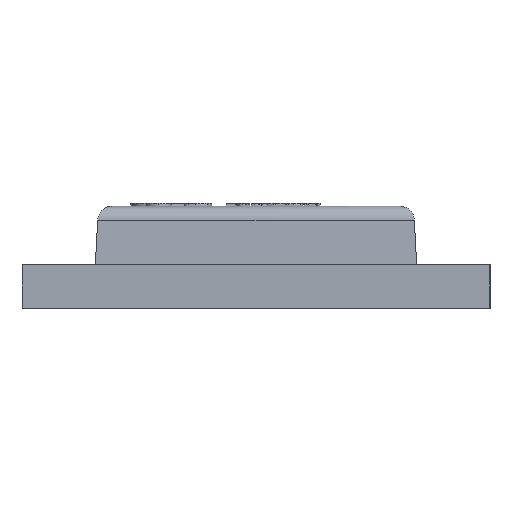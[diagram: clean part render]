
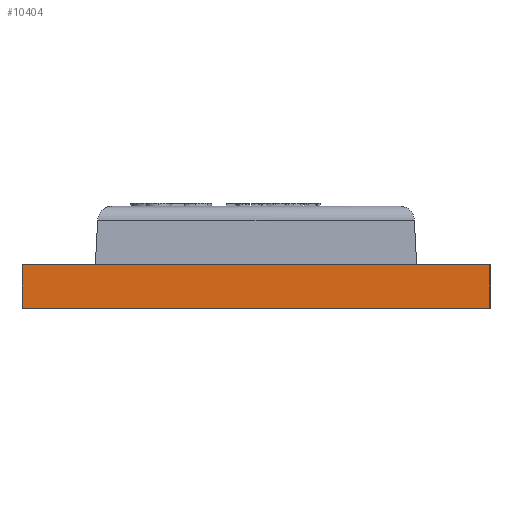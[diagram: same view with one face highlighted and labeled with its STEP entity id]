
A CAD part, front view. The second image highlights one B-rep face of the part: STEP entity #10404.
In plain terms, the highlighted planar face has unit normal (0, -1, 0).
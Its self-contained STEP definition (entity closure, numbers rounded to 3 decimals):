
#508 = ORIENTED_EDGE ( 'NONE', *, *, #13021, .F. ) ;
#958 = CARTESIAN_POINT ( 'NONE',  ( -0.55, -0.8, 0.15 ) ) ;
#1202 = CARTESIAN_POINT ( 'NONE',  ( 0.8, -0.8, 0. ) ) ;
#1797 = AXIS2_PLACEMENT_3D ( 'NONE', #6004, #15909, #14618 ) ;
#1883 = VECTOR ( 'NONE', #15393, 1000. ) ;
#1989 = ORIENTED_EDGE ( 'NONE', *, *, #4561, .T. ) ;
#2334 = CARTESIAN_POINT ( 'NONE',  ( -0.8, -0.8, 0. ) ) ;
#2419 = VERTEX_POINT ( 'NONE', #8067 ) ;
#2503 = LINE ( 'NONE', #2334, #4388 ) ;
#2526 = EDGE_CURVE ( 'NONE', #7362, #15304, #6037, .T. ) ;
#2923 = ORIENTED_EDGE ( 'NONE', *, *, #2526, .F. ) ;
#3354 = VECTOR ( 'NONE', #4943, 1000. ) ;
#3879 = EDGE_LOOP ( 'NONE', ( #1989, #2923, #5206, #508, #15227, #9237 ) ) ;
#4388 = VECTOR ( 'NONE', #9739, 1000. ) ;
#4561 = EDGE_CURVE ( 'NONE', #9354, #15304, #2503, .T. ) ;
#4618 = EDGE_CURVE ( 'NONE', #2419, #9354, #7104, .T. ) ;
#4943 = DIRECTION ( 'NONE',  ( 0., 0., -1. ) ) ;
#5136 = CARTESIAN_POINT ( 'NONE',  ( -0.8, -0.8, 0. ) ) ;
#5206 = ORIENTED_EDGE ( 'NONE', *, *, #8684, .F. ) ;
#6004 = CARTESIAN_POINT ( 'NONE',  ( -0.8, -0.8, 0.15 ) ) ;
#6037 = LINE ( 'NONE', #13512, #9368 ) ;
#6278 = DIRECTION ( 'NONE',  ( 0., 0., -1. ) ) ;
#6773 = LINE ( 'NONE', #8984, #8957 ) ;
#7104 = LINE ( 'NONE', #13535, #3354 ) ;
#7362 = VERTEX_POINT ( 'NONE', #15250 ) ;
#8014 = CARTESIAN_POINT ( 'NONE',  ( -0.8, -0.8, 0.15 ) ) ;
#8067 = CARTESIAN_POINT ( 'NONE',  ( -0.8, -0.8, 0.15 ) ) ;
#8570 = VECTOR ( 'NONE', #14376, 1000. ) ;
#8684 = EDGE_CURVE ( 'NONE', #10465, #7362, #6773, .T. ) ;
#8957 = VECTOR ( 'NONE', #14087, 1000. ) ;
#8984 = CARTESIAN_POINT ( 'NONE',  ( -0.8, -0.8, 0.15 ) ) ;
#9237 = ORIENTED_EDGE ( 'NONE', *, *, #4618, .T. ) ;
#9354 = VERTEX_POINT ( 'NONE', #5136 ) ;
#9368 = VECTOR ( 'NONE', #6278, 1000. ) ;
#9739 = DIRECTION ( 'NONE',  ( 1., 0., 0. ) ) ;
#10168 = CARTESIAN_POINT ( 'NONE',  ( 0.55, -0.8, 0.15 ) ) ;
#10404 = ADVANCED_FACE ( 'NONE', ( #11126 ), #12107, .F. ) ;
#10465 = VERTEX_POINT ( 'NONE', #10168 ) ;
#10549 = LINE ( 'NONE', #8014, #1883 ) ;
#11126 = FACE_OUTER_BOUND ( 'NONE', #3879, .T. ) ;
#12107 = PLANE ( 'NONE',  #1797 ) ;
#12345 = CARTESIAN_POINT ( 'NONE',  ( -0.55, -0.8, 0.15 ) ) ;
#13021 = EDGE_CURVE ( 'NONE', #14354, #10465, #14456, .T. ) ;
#13512 = CARTESIAN_POINT ( 'NONE',  ( 0.8, -0.8, 0.15 ) ) ;
#13535 = CARTESIAN_POINT ( 'NONE',  ( -0.8, -0.8, 0.15 ) ) ;
#14087 = DIRECTION ( 'NONE',  ( 1., 0., 0. ) ) ;
#14354 = VERTEX_POINT ( 'NONE', #12345 ) ;
#14376 = DIRECTION ( 'NONE',  ( 1., 0., 0. ) ) ;
#14456 = LINE ( 'NONE', #958, #8570 ) ;
#14618 = DIRECTION ( 'NONE',  ( -1., 0., 0. ) ) ;
#15227 = ORIENTED_EDGE ( 'NONE', *, *, #15606, .F. ) ;
#15250 = CARTESIAN_POINT ( 'NONE',  ( 0.8, -0.8, 0.15 ) ) ;
#15304 = VERTEX_POINT ( 'NONE', #1202 ) ;
#15393 = DIRECTION ( 'NONE',  ( 1., 0., 0. ) ) ;
#15606 = EDGE_CURVE ( 'NONE', #2419, #14354, #10549, .T. ) ;
#15909 = DIRECTION ( 'NONE',  ( 0., 1., 0. ) ) ;
